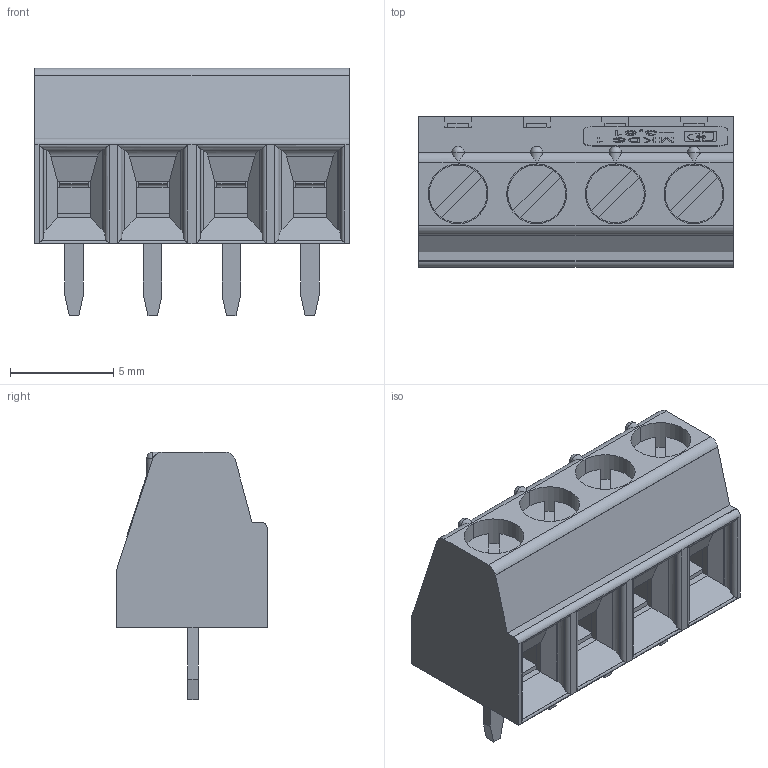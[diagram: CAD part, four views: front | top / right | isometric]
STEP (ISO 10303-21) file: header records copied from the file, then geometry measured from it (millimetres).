
FILE_DESCRIPTION(('STEP AP242'),'1');
FILE_NAME('1727036.stp','2024-12-11T07:37:00',('TraceParts'),('TraceParts S.A.'),'Spatial InterOp 3D',' ',' ');
FILE_SCHEMA(('AP242_MANAGED_MODEL_BASED_3D_ENGINEERING_MIM_LF {1 0 10303 442 1 1 4}'));
Length unit declared in the file: millimetre
Products named in the file (1): 1727036_1
Bounding box: 15.23 x 7.3 x 12 mm (x, y, z)
Volume: 587.4 mm3; surface area: 1801.2 mm2
Topology: 13 solids, 13 shells, 892 faces, 2498 edges, 1637 vertices
Faces by surface type: plane 675, cylinder 195, bspline 14, sphere 8
Entity records: 48944 total; most frequent: CARTESIAN_POINT 8336, ORIENTED_EDGE 4980, DIRECTION 4417, STYLED_ITEM 2988, PRESENTATION_STYLE_ASSIGNMENT 2988, COLOUR_RGB 2988, EDGE_CURVE 2490, CURVE_STYLE 2083
